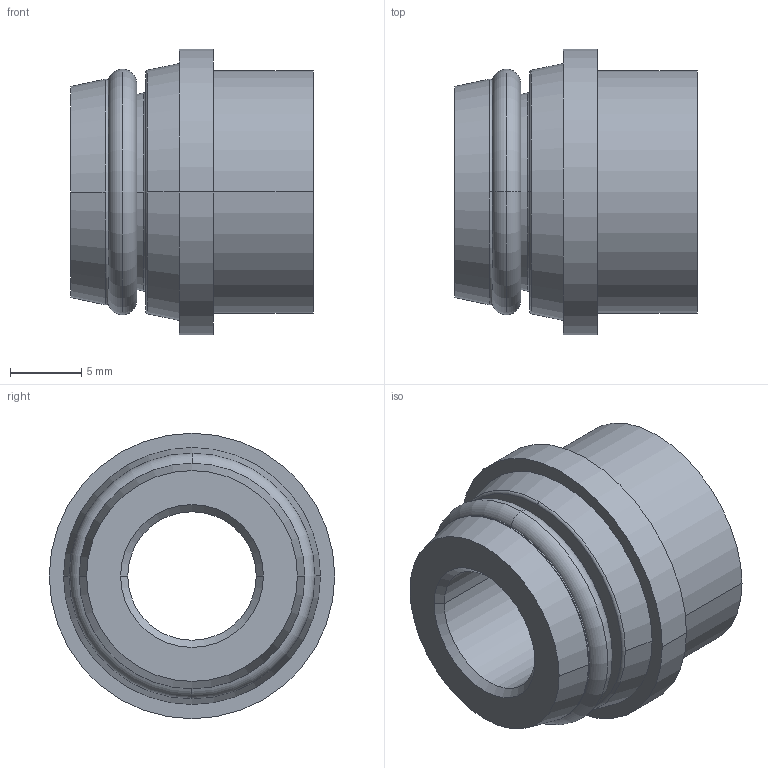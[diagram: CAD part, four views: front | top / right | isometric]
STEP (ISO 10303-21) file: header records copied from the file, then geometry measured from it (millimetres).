
FILE_DESCRIPTION( ( '' ), '1' );
FILE_NAME( '650115.stp', '2012-08-29T08:33:11', ( '' ), ( '' ), ' ', ' ', ' ' );
FILE_SCHEMA( ( 'CONFIG_CONTROL_DESIGN' ) );
Length unit declared in the file: millimetre
Products named in the file (1): 1
Bounding box: 17 x 20 x 20 mm (x, y, z)
Volume: 1793.2 mm3; surface area: 2236.4 mm2
Topology: 1 solids, 2 shells, 46 faces, 107 edges, 67 vertices
Faces by surface type: torus 18, cone 14, cylinder 8, plane 6
Entity records: 1402 total; most frequent: DIRECTION 286, CARTESIAN_POINT 221, ORIENTED_EDGE 214, AXIS2_PLACEMENT_3D 132, EDGE_CURVE 107, CIRCLE 85, VERTEX_POINT 67, EDGE_LOOP 52
